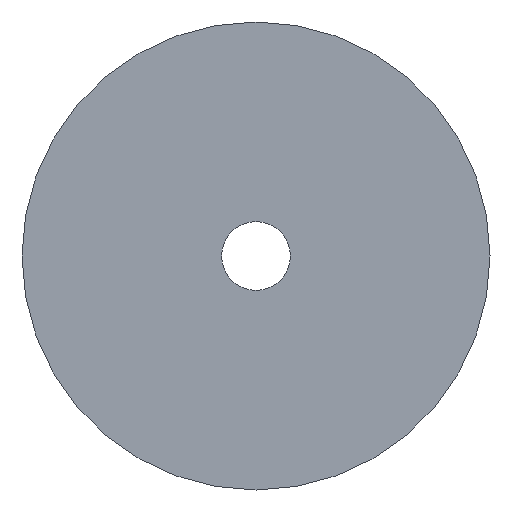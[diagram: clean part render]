
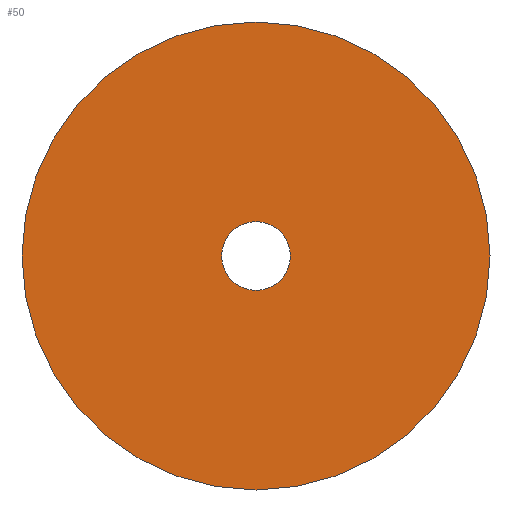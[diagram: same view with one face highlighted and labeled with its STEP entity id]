
A CAD part, front view. The second image highlights one B-rep face of the part: STEP entity #50.
In plain terms, the highlighted planar face has unit normal (0, -1, 0).
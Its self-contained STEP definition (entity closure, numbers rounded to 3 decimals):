
#2 = ORIENTED_EDGE ( 'NONE', *, *, #75, .T. ) ;
#27 = VERTEX_POINT ( 'NONE', #190 ) ;
#28 = EDGE_CURVE ( 'NONE', #71, #27, #189, .T. ) ;
#47 = EDGE_CURVE ( 'NONE', #76, #73, #171, .T. ) ;
#50 = ADVANCED_FACE ( 'NONE', ( #166, #165 ), #164, .F. ) ;
#51 = EDGE_LOOP ( 'NONE', ( #52, #54 ) ) ;
#52 = ORIENTED_EDGE ( 'NONE', *, *, #53, .F. ) ;
#53 = EDGE_CURVE ( 'NONE', #27, #71, #159, .T. ) ;
#54 = ORIENTED_EDGE ( 'NONE', *, *, #28, .F. ) ;
#55 = EDGE_LOOP ( 'NONE', ( #56, #2 ) ) ;
#56 = ORIENTED_EDGE ( 'NONE', *, *, #47, .T. ) ;
#71 = VERTEX_POINT ( 'NONE', #132 ) ;
#73 = VERTEX_POINT ( 'NONE', #127 ) ;
#75 = EDGE_CURVE ( 'NONE', #73, #76, #124, .T. ) ;
#76 = VERTEX_POINT ( 'NONE', #115 ) ;
#115 = CARTESIAN_POINT ( 'NONE',  ( 0., -18., 2.5 ) ) ;
#116 = DIRECTION ( 'NONE',  ( 0., 0., 1. ) ) ;
#117 = DIRECTION ( 'NONE',  ( 0., 1., 0. ) ) ;
#118 = CARTESIAN_POINT ( 'NONE',  ( 0., -18., 0. ) ) ;
#119 = AXIS2_PLACEMENT_3D ( 'NONE', #118, #117, #116 ) ;
#124 = CIRCLE ( 'NONE', #119, 2.5 ) ;
#127 = CARTESIAN_POINT ( 'NONE',  ( 0., -18., -2.5 ) ) ;
#132 = CARTESIAN_POINT ( 'NONE',  ( 0., -18., 17. ) ) ;
#155 = DIRECTION ( 'NONE',  ( 0., 0., 1. ) ) ;
#156 = DIRECTION ( 'NONE',  ( 0., 1., 0. ) ) ;
#157 = CARTESIAN_POINT ( 'NONE',  ( 0., -18., 0. ) ) ;
#158 = AXIS2_PLACEMENT_3D ( 'NONE', #157, #156, #155 ) ;
#159 = CIRCLE ( 'NONE', #158, 17. ) ;
#160 = DIRECTION ( 'NONE',  ( 0., 0., 1. ) ) ;
#161 = DIRECTION ( 'NONE',  ( 0., 1., 0. ) ) ;
#162 = CARTESIAN_POINT ( 'NONE',  ( 2.5, -18., 0. ) ) ;
#163 = AXIS2_PLACEMENT_3D ( 'NONE', #162, #161, #160 ) ;
#164 = PLANE ( 'NONE',  #163 ) ;
#165 = FACE_BOUND ( 'NONE', #55, .T. ) ;
#166 = FACE_OUTER_BOUND ( 'NONE', #51, .T. ) ;
#167 = DIRECTION ( 'NONE',  ( 0., 0., 1. ) ) ;
#168 = DIRECTION ( 'NONE',  ( 0., 1., 0. ) ) ;
#169 = CARTESIAN_POINT ( 'NONE',  ( 0., -18., 0. ) ) ;
#170 = AXIS2_PLACEMENT_3D ( 'NONE', #169, #168, #167 ) ;
#171 = CIRCLE ( 'NONE', #170, 2.5 ) ;
#185 = DIRECTION ( 'NONE',  ( 0., 0., 1. ) ) ;
#186 = DIRECTION ( 'NONE',  ( 0., 1., 0. ) ) ;
#187 = CARTESIAN_POINT ( 'NONE',  ( 0., -18., 0. ) ) ;
#188 = AXIS2_PLACEMENT_3D ( 'NONE', #187, #186, #185 ) ;
#189 = CIRCLE ( 'NONE', #188, 17. ) ;
#190 = CARTESIAN_POINT ( 'NONE',  ( 0., -18., -17. ) ) ;
